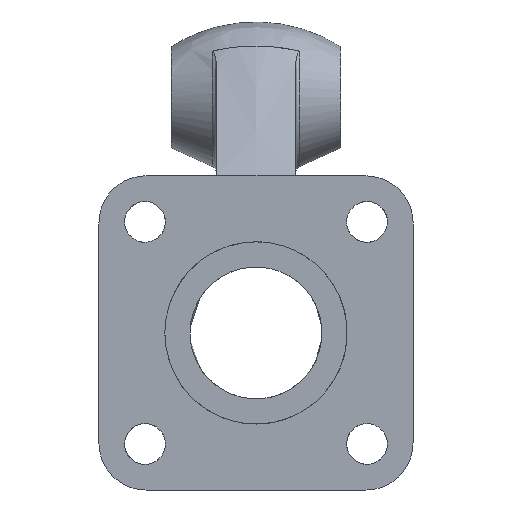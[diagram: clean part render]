
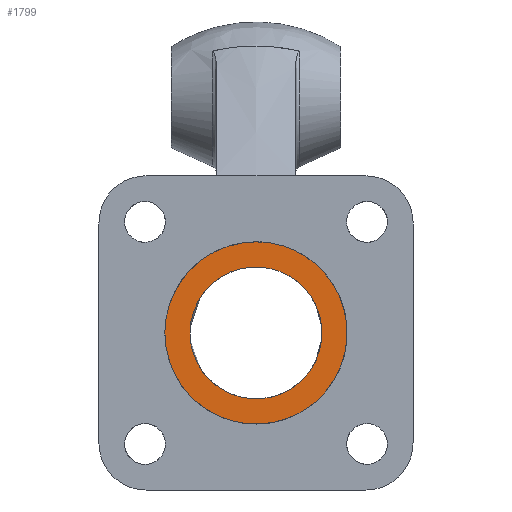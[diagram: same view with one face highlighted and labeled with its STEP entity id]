
A CAD part, front view. The second image highlights one B-rep face of the part: STEP entity #1799.
In plain terms, the highlighted free-form (B-spline) face has degree [1, 1] with [2, 2] control points.
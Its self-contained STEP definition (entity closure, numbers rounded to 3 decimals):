
#186 = VERTEX_POINT('',#187);
#187 = CARTESIAN_POINT('',(-17.243,-50.909,
    -61.583));
#285 = EDGE_CURVE('',#186,#186,#286,.T.);
#286 = ( BOUNDED_CURVE() B_SPLINE_CURVE(2,(#287,#288,#289,#290,#291,#292
,#293),.UNSPECIFIED.,.T.,.F.) B_SPLINE_CURVE_WITH_KNOTS((3,2,2,3),(
    3.142,5.236,7.33,9.425),
.PIECEWISE_BEZIER_KNOTS.) CURVE() GEOMETRIC_REPRESENTATION_ITEM() 
RATIONAL_B_SPLINE_CURVE((1.,0.5,1.,0.5,1.,0.5,1.)) REPRESENTATION_ITEM(
  '') );
#287 = CARTESIAN_POINT('',(-17.243,-50.909,
    -61.583));
#288 = CARTESIAN_POINT('',(-17.243,-50.909,
    -31.717));
#289 = CARTESIAN_POINT('',(8.622,-50.909,
    -46.65));
#290 = CARTESIAN_POINT('',(34.487,-50.909,
    -61.583));
#291 = CARTESIAN_POINT('',(8.622,-50.909,
    -76.516));
#292 = CARTESIAN_POINT('',(-17.243,-50.909,
    -91.449));
#293 = CARTESIAN_POINT('',(-17.243,-50.909,
    -61.583));
#1751 = EDGE_CURVE('',#1752,#1752,#1754,.T.);
#1752 = VERTEX_POINT('',#1753);
#1753 = CARTESIAN_POINT('',(-23.812,-50.909,
    -61.583));
#1754 = ( BOUNDED_CURVE() B_SPLINE_CURVE(2,(#1755,#1756,#1757,#1758,
#1759,#1760,#1761),.UNSPECIFIED.,.T.,.F.) B_SPLINE_CURVE_WITH_KNOTS((3,2
    ,2,3),(3.142,5.236,7.33,9.425),
.PIECEWISE_BEZIER_KNOTS.) CURVE() GEOMETRIC_REPRESENTATION_ITEM() 
RATIONAL_B_SPLINE_CURVE((1.,0.5,1.,0.5,1.,0.5,1.)) REPRESENTATION_ITEM(
  '') );
#1755 = CARTESIAN_POINT('',(-23.812,-50.909,
    -61.583));
#1756 = CARTESIAN_POINT('',(-23.812,-50.909,
    -102.827));
#1757 = CARTESIAN_POINT('',(11.906,-50.909,
    -82.205));
#1758 = CARTESIAN_POINT('',(47.624,-50.909,
    -61.583));
#1759 = CARTESIAN_POINT('',(11.906,-50.909,
    -40.961));
#1760 = CARTESIAN_POINT('',(-23.812,-50.909,
    -20.339));
#1761 = CARTESIAN_POINT('',(-23.812,-50.909,
    -61.583));
#1799 = ADVANCED_FACE('',(#1800,#1803),#1806,.T.);
#1800 = FACE_BOUND('',#1801,.T.);
#1801 = EDGE_LOOP('',(#1802));
#1802 = ORIENTED_EDGE('',*,*,#1751,.T.);
#1803 = FACE_BOUND('',#1804,.T.);
#1804 = EDGE_LOOP('',(#1805));
#1805 = ORIENTED_EDGE('',*,*,#285,.T.);
#1806 = B_SPLINE_SURFACE_WITH_KNOTS('',1,1,(
    (#1807,#1808)
    ,(#1809,#1810
    )),.UNSPECIFIED.,.F.,.F.,.F.,(2,2),(2,2),(-29.,29.),(-29.,29.),
  .PIECEWISE_BEZIER_KNOTS.);
#1807 = CARTESIAN_POINT('',(-23.812,-50.909,
    -37.771));
#1808 = CARTESIAN_POINT('',(23.812,-50.909,
    -37.771));
#1809 = CARTESIAN_POINT('',(-23.812,-50.909,
    -85.395));
#1810 = CARTESIAN_POINT('',(23.812,-50.909,
    -85.395));
